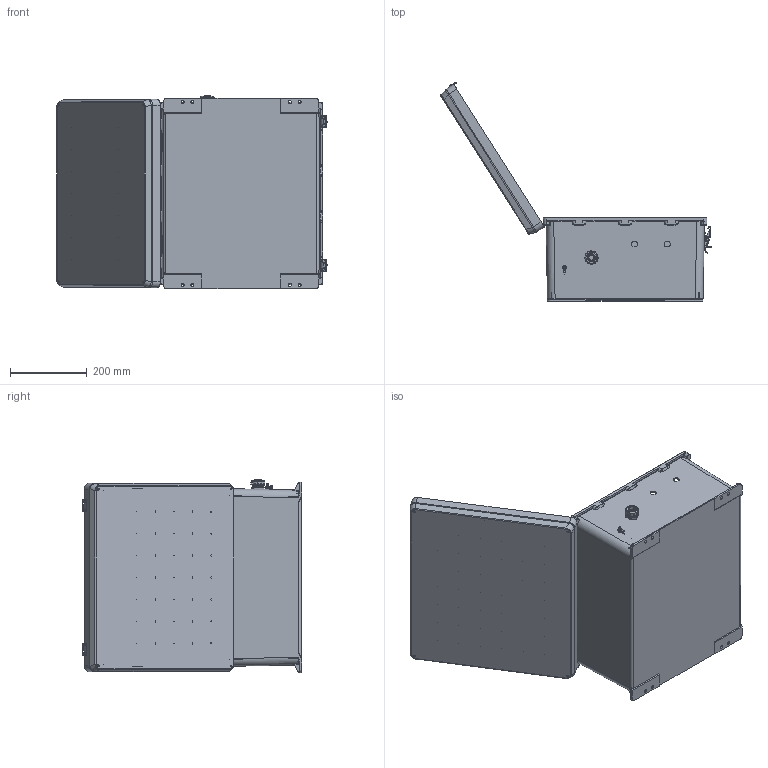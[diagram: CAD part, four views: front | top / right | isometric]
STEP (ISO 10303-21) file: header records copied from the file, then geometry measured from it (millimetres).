
FILE_DESCRIPTION (( 'STEP AP214' ), '1' );
FILE_NAME ('TEF181608-02.STEP', '2019-05-08T17:36:44', ( '' ), ( '' ), 'SwSTEP 2.0', 'SolidWorks 2018', '' );
FILE_SCHEMA (( 'AUTOMOTIVE_DESIGN' ));
Length unit declared in the file: inch
Products named in the file (14): NB181608-Lid; NB181608-Hinge; XCT-0005; XC-0003; TEF181608-02; XFW-0002; XCT-0010; NB181608-DoorClasp-1; NB181608-Box; XFN-0003; NB181608-DoorClasp-2; NEMA_18_GroundWire; XFS-0026; XCT-0011
Assembly tree (17 placements, depth 2):
  TEF181608-02
    NB181608-Box
    NB181608-Hinge  x2
    NB181608-Lid
    NB181608-DoorClasp-1  x2
    NB181608-DoorClasp-2  x2
    XCT-0011
    XCT-0010
    XFN-0003  x2
    XC-0003
    XCT-0005
    XFW-0002
    XFS-0026
    NEMA_18_GroundWire
Bounding box: 703.32 x 571.16 x 502.84 mm (x, y, z)
Volume: 3105394 mm3; surface area: 1815018.3 mm2
Topology: 23 solids, 24 shells, 2537 faces, 6605 edges, 4095 vertices
Faces by surface type: cylinder 970, plane 837, cone 341, torus 217, bspline 172
Entity records: 77747 total; most frequent: CARTESIAN_POINT 22263, ORIENTED_EDGE 10326, DIRECTION 9951, EDGE_CURVE 5163, AXIS2_PLACEMENT_3D 3738, VERTEX_POINT 3212, VECTOR 2475, LINE 2475
